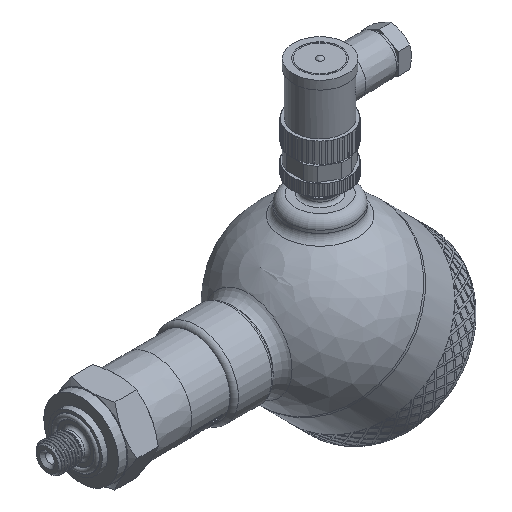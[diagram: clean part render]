
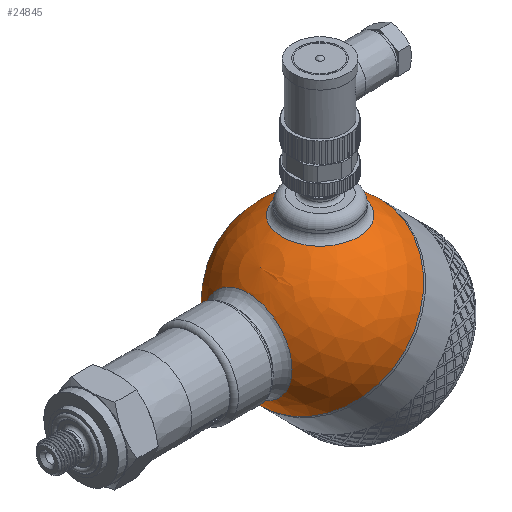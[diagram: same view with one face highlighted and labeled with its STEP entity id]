
A CAD part, isometric view. The second image highlights one B-rep face of the part: STEP entity #24845.
In plain terms, the highlighted spherical face has radius 30 mm.
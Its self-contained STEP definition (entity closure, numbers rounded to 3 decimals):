
#36=SPHERICAL_SURFACE('',#26390,30.);
#986=FACE_BOUND('',#3367,.T.);
#987=FACE_BOUND('',#3368,.T.);
#1742=FACE_OUTER_BOUND('',#3366,.T.);
#3366=EDGE_LOOP('',(#17816,#17817,#17818,#17819));
#3367=EDGE_LOOP('',(#17820));
#3368=EDGE_LOOP('',(#17821));
#4872=CIRCLE('',#26313,30.);
#4873=CIRCLE('',#26314,30.);
#4900=CIRCLE('',#26386,13.5);
#4903=CIRCLE('',#26391,30.);
#4904=CIRCLE('',#26392,15.643);
#9511=VERTEX_POINT('',#33496);
#9512=VERTEX_POINT('',#33498);
#9987=VERTEX_POINT('',#39560);
#9989=VERTEX_POINT('',#39567);
#9990=VERTEX_POINT('',#39569);
#12203=EDGE_CURVE('',#9511,#9512,#4872,.T.);
#12204=EDGE_CURVE('',#9512,#9511,#4873,.T.);
#12919=EDGE_CURVE('',#9987,#9987,#4900,.T.);
#12922=EDGE_CURVE('',#9512,#9989,#4903,.T.);
#12923=EDGE_CURVE('',#9990,#9990,#4904,.T.);
#17816=ORIENTED_EDGE('',*,*,#12204,.F.);
#17817=ORIENTED_EDGE('',*,*,#12922,.T.);
#17818=ORIENTED_EDGE('',*,*,#12922,.F.);
#17819=ORIENTED_EDGE('',*,*,#12203,.F.);
#17820=ORIENTED_EDGE('',*,*,#12923,.F.);
#17821=ORIENTED_EDGE('',*,*,#12919,.F.);
#24845=ADVANCED_FACE('',(#1742,#986,#987),#36,.T.);
#26313=AXIS2_PLACEMENT_3D('',#33499,#28028,#28029);
#26314=AXIS2_PLACEMENT_3D('',#33500,#28030,#28031);
#26386=AXIS2_PLACEMENT_3D('',#39561,#28426,#28427);
#26390=AXIS2_PLACEMENT_3D('',#39566,#28434,#28435);
#26391=AXIS2_PLACEMENT_3D('',#39568,#28436,#28437);
#26392=AXIS2_PLACEMENT_3D('',#39570,#28438,#28439);
#28028=DIRECTION('center_axis',(1.,0.,0.));
#28029=DIRECTION('ref_axis',(0.,1.,0.));
#28030=DIRECTION('center_axis',(1.,0.,0.));
#28031=DIRECTION('ref_axis',(0.,1.,0.));
#28426=DIRECTION('center_axis',(-0.707,0.,-0.707));
#28427=DIRECTION('ref_axis',(-0.707,0.,0.707));
#28434=DIRECTION('center_axis',(1.,0.,0.));
#28435=DIRECTION('ref_axis',(0.,-1.,0.));
#28436=DIRECTION('center_axis',(0.,0.,1.));
#28437=DIRECTION('ref_axis',(0.,1.,0.));
#28438=DIRECTION('center_axis',(-0.707,0.,0.707));
#28439=DIRECTION('ref_axis',(0.707,0.,0.707));
#33496=CARTESIAN_POINT('',(0.,-30.,0.));
#33498=CARTESIAN_POINT('',(0.,30.,0.));
#33499=CARTESIAN_POINT('Origin',(0.,0.,0.));
#33500=CARTESIAN_POINT('Origin',(0.,0.,0.));
#39560=CARTESIAN_POINT('',(-9.398,0.,-28.49));
#39561=CARTESIAN_POINT('Origin',(-18.944,0.,-18.944));
#39566=CARTESIAN_POINT('Origin',(0.,0.,0.));
#39567=CARTESIAN_POINT('',(-30.,0.,0.));
#39568=CARTESIAN_POINT('Origin',(0.,0.,0.));
#39569=CARTESIAN_POINT('',(-29.162,0.,7.04));
#39570=CARTESIAN_POINT('Origin',(-18.101,0.,18.101));
